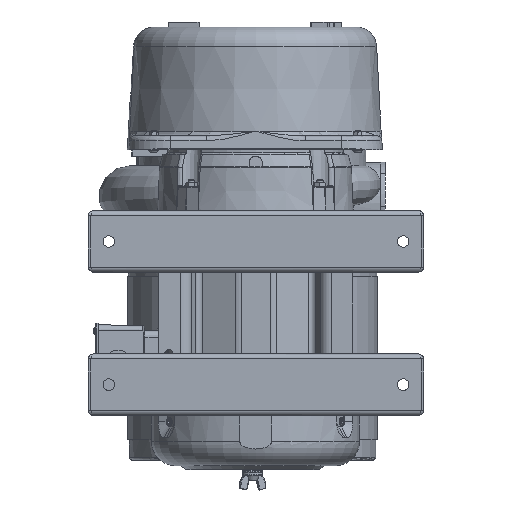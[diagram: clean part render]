
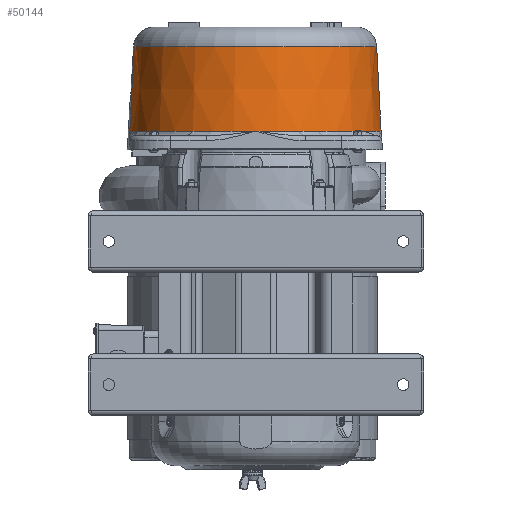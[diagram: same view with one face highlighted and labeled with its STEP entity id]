
A CAD part, front view. The second image highlights one B-rep face of the part: STEP entity #50144.
In plain terms, the highlighted conical face has half-angle 3 degrees and reference radius 155.543 mm.
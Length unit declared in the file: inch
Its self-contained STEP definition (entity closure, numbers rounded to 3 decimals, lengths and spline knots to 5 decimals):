
#1390=CONICAL_SURFACE('',#53647,6.12374,3.);
#3405=LINE('',#90469,#7235);
#3406=LINE('',#90472,#7236);
#7235=VECTOR('',#60422,4.1411);
#7236=VECTOR('',#60425,4.1411);
#11604=FACE_OUTER_BOUND('',#14830,.T.);
#14830=EDGE_LOOP('',(#35139,#35140,#35141,#35142,#35143));
#18177=CIRCLE('',#53610,6.14195);
#18178=CIRCLE('',#53612,6.14195);
#18181=CIRCLE('',#53648,5.92522);
#21038=VERTEX_POINT('',#89709);
#21046=VERTEX_POINT('',#89965);
#21047=VERTEX_POINT('',#89996);
#21138=VERTEX_POINT('',#90468);
#21139=VERTEX_POINT('',#90470);
#26400=EDGE_CURVE('',#21038,#21046,#18177,.T.);
#26403=EDGE_CURVE('',#21047,#21038,#18178,.T.);
#26501=EDGE_CURVE('',#21138,#21047,#3405,.T.);
#26502=EDGE_CURVE('',#21138,#21139,#18181,.T.);
#26503=EDGE_CURVE('',#21046,#21139,#3406,.T.);
#35139=ORIENTED_EDGE('',*,*,#26403,.F.);
#35140=ORIENTED_EDGE('',*,*,#26501,.F.);
#35141=ORIENTED_EDGE('',*,*,#26502,.T.);
#35142=ORIENTED_EDGE('',*,*,#26503,.F.);
#35143=ORIENTED_EDGE('',*,*,#26400,.F.);
#50144=ADVANCED_FACE('',(#11604),#1390,.T.);
#53610=AXIS2_PLACEMENT_3D('',#89966,#60303,#60304);
#53612=AXIS2_PLACEMENT_3D('',#90028,#60307,#60308);
#53647=AXIS2_PLACEMENT_3D('',#90467,#60420,#60421);
#53648=AXIS2_PLACEMENT_3D('',#90471,#60423,#60424);
#60303=DIRECTION('center_axis',(0.,0.,
-1.));
#60304=DIRECTION('ref_axis',(0.003,-1.,0.));
#60307=DIRECTION('center_axis',(0.,0.,
-1.));
#60308=DIRECTION('ref_axis',(0.003,-1.,0.));
#60420=DIRECTION('center_axis',(0.,0.,
-1.));
#60421=DIRECTION('ref_axis',(-0.965,-0.264,0.));
#60422=DIRECTION('',(0.052,0.,-0.999));
#60423=DIRECTION('center_axis',(0.,0.,
-1.));
#60424=DIRECTION('ref_axis',(1.,0.003,0.));
#60425=DIRECTION('',(0.052,0.,0.999));
#89709=CARTESIAN_POINT('',(-11.35962,-6.76595,7.94834));
#89965=CARTESIAN_POINT('',(-17.52181,-0.64415,7.94836));
#89966=CARTESIAN_POINT('Origin',(-11.3799,-0.62404,7.94836));
#89996=CARTESIAN_POINT('',(-5.23799,-0.60392,7.94836));
#90028=CARTESIAN_POINT('Origin',(-11.3799,-0.62404,7.94836));
#90467=CARTESIAN_POINT('Origin',(-11.3799,-0.62404,8.29574));
#90468=CARTESIAN_POINT('',(-5.45471,-0.60463,12.08378));
#90469=CARTESIAN_POINT('',(-5.45471,-0.60463,12.08378));
#90470=CARTESIAN_POINT('',(-17.30509,-0.64344,12.08378));
#90471=CARTESIAN_POINT('Origin',(-11.3799,-0.62404,12.08378));
#90472=CARTESIAN_POINT('',(-17.52181,-0.64415,7.94836));
